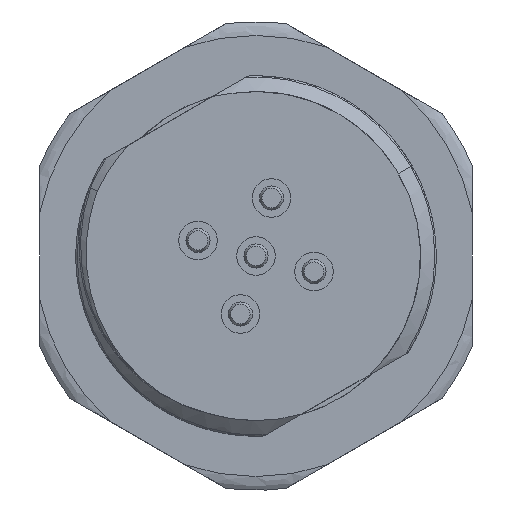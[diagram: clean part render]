
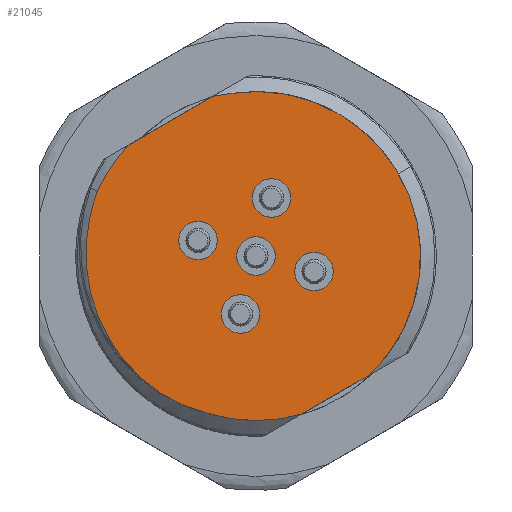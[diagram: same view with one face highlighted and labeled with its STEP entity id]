
A CAD part, front view. The second image highlights one B-rep face of the part: STEP entity #21045.
In plain terms, the highlighted planar face has unit normal (0, -1, 0).
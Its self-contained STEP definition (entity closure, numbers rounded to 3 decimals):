
#7900=CARTESIAN_POINT('',(0.,-8.,0.));
#7901=DIRECTION('',(0.,-1.,0.));
#7902=DIRECTION('',(0.693,0.,-0.721));
#7903=AXIS2_PLACEMENT_3D('',#7900,#7901,#7902);
#7905=CARTESIAN_POINT('',(-1.042,-8.,6.77));
#7940=DIRECTION('',(0.866,0.,0.5));
#7941=VECTOR('',#7940,4.069);
#7942=CARTESIAN_POINT('',(-5.322,-8.,4.606));
#7943=LINE('',#7942,#7941);
#7944=DIRECTION('',(-0.866,0.,-0.5));
#7945=VECTOR('',#7944,3.286);
#7946=CARTESIAN_POINT('',(4.748,-8.,-4.937));
#7947=LINE('',#7946,#7945);
#7948=CARTESIAN_POINT('',(2.415,-8.,-0.647));
#7949=DIRECTION('',(0.,-1.,0.));
#7950=DIRECTION('',(0.5,0.,-0.866));
#7951=AXIS2_PLACEMENT_3D('',#7948,#7949,#7950);
#7953=CARTESIAN_POINT('',(2.415,-8.,-0.647));
#7954=DIRECTION('',(0.,-1.,0.));
#7955=DIRECTION('',(-0.5,0.,0.866));
#7956=AXIS2_PLACEMENT_3D('',#7953,#7954,#7955);
#7958=CARTESIAN_POINT('',(-0.647,-8.,-2.415));
#7959=DIRECTION('',(0.,-1.,0.));
#7960=DIRECTION('',(0.5,0.,-0.866));
#7961=AXIS2_PLACEMENT_3D('',#7958,#7959,#7960);
#7963=CARTESIAN_POINT('',(-0.647,-8.,-2.415));
#7964=DIRECTION('',(0.,-1.,0.));
#7965=DIRECTION('',(-0.5,0.,0.866));
#7966=AXIS2_PLACEMENT_3D('',#7963,#7964,#7965);
#7968=CARTESIAN_POINT('',(-2.415,-8.,0.647));
#7969=DIRECTION('',(0.,-1.,0.));
#7970=DIRECTION('',(0.5,0.,-0.866));
#7971=AXIS2_PLACEMENT_3D('',#7968,#7969,#7970);
#7973=CARTESIAN_POINT('',(-2.415,-8.,0.647));
#7974=DIRECTION('',(0.,-1.,0.));
#7975=DIRECTION('',(-0.5,0.,0.866));
#7976=AXIS2_PLACEMENT_3D('',#7973,#7974,#7975);
#7978=CARTESIAN_POINT('',(0.647,-8.,2.415));
#7979=DIRECTION('',(0.,-1.,0.));
#7980=DIRECTION('',(0.5,0.,-0.866));
#7981=AXIS2_PLACEMENT_3D('',#7978,#7979,#7980);
#7983=CARTESIAN_POINT('',(0.647,-8.,2.415));
#7984=DIRECTION('',(0.,-1.,0.));
#7985=DIRECTION('',(-0.5,0.,0.866));
#7986=AXIS2_PLACEMENT_3D('',#7983,#7984,#7985);
#7988=CARTESIAN_POINT('',(0.,-8.,0.));
#7989=DIRECTION('',(0.,-1.,0.));
#7990=DIRECTION('',(0.5,0.,-0.866));
#7991=AXIS2_PLACEMENT_3D('',#7988,#7989,#7990);
#7993=CARTESIAN_POINT('',(0.,-8.,0.));
#7994=DIRECTION('',(0.,-1.,0.));
#7995=DIRECTION('',(-0.5,0.,0.866));
#7996=AXIS2_PLACEMENT_3D('',#7993,#7994,#7995);
#8009=CARTESIAN_POINT('',(-1.798,-8.,6.641));
#8010=CARTESIAN_POINT('',(-1.715,-8.,6.66));
#8011=CARTESIAN_POINT('',(-1.548,-8.,6.695));
#8012=CARTESIAN_POINT('',(-1.296,-8.,6.738));
#8013=CARTESIAN_POINT('',(-1.127,-8.,6.761));
#8014=CARTESIAN_POINT('',(-1.042,-8.,6.77));
#8149=CARTESIAN_POINT('',(0.,-8.,0.));
#8150=DIRECTION('',(0.,-1.,0.));
#8151=DIRECTION('',(-0.285,0.,-0.958));
#8152=AXIS2_PLACEMENT_3D('',#8149,#8150,#8151);
#8274=CARTESIAN_POINT('',(-6.59,-8.,2.708));
#8275=CARTESIAN_POINT('',(-6.51,-8.,2.883));
#8276=CARTESIAN_POINT('',(-6.338,-8.,3.225));
#8277=CARTESIAN_POINT('',(-6.038,-8.,3.715));
#8278=CARTESIAN_POINT('',(-5.7,-8.,4.178));
#8279=CARTESIAN_POINT('',(-5.452,-8.,4.467));
#8280=CARTESIAN_POINT('',(-5.322,-8.,4.606));
#8282=CARTESIAN_POINT('',(-4.802,-8.,-5.065));
#8283=CARTESIAN_POINT('',(-4.961,-8.,-4.919));
#8284=CARTESIAN_POINT('',(-5.266,-8.,-4.613));
#8285=CARTESIAN_POINT('',(-5.679,-8.,-4.113));
#8286=CARTESIAN_POINT('',(-6.045,-8.,-3.576));
#8287=CARTESIAN_POINT('',(-6.359,-8.,-3.006));
#8288=CARTESIAN_POINT('',(-6.621,-8.,-2.41));
#8289=CARTESIAN_POINT('',(-6.826,-8.,-1.791));
#8290=CARTESIAN_POINT('',(-6.973,-8.,-1.155));
#8291=CARTESIAN_POINT('',(-7.061,-8.,-0.507));
#8292=CARTESIAN_POINT('',(-7.089,-8.,0.147));
#8293=CARTESIAN_POINT('',(-7.056,-8.,0.801));
#8294=CARTESIAN_POINT('',(-6.963,-8.,1.45));
#8295=CARTESIAN_POINT('',(-6.811,-8.,2.089));
#8296=CARTESIAN_POINT('',(-6.67,-8.,2.504));
#8297=CARTESIAN_POINT('',(-6.59,-8.,2.708));
#8303=CARTESIAN_POINT('',(-1.954,-8.,-6.565));
#8304=CARTESIAN_POINT('',(-2.132,-8.,-6.523));
#8305=CARTESIAN_POINT('',(-2.484,-8.,-6.423));
#8306=CARTESIAN_POINT('',(-3.,-8.,-6.228));
#8307=CARTESIAN_POINT('',(-3.496,-8.,-5.991));
#8308=CARTESIAN_POINT('',(-3.969,-8.,-5.715));
#8309=CARTESIAN_POINT('',(-4.412,-8.,-5.402));
#8310=CARTESIAN_POINT('',(-4.676,-8.,-5.18));
#8311=CARTESIAN_POINT('',(-4.802,-8.,-5.065));
#9350=CARTESIAN_POINT('',(-5.322,-8.,4.606));
#9351=CARTESIAN_POINT('',(-1.798,-8.,6.641));
#9352=VERTEX_POINT('',#9350);
#9353=VERTEX_POINT('',#9351);
#9354=CARTESIAN_POINT('',(4.748,-8.,-4.937));
#9355=CARTESIAN_POINT('',(1.902,-8.,-6.581));
#9356=VERTEX_POINT('',#9354);
#9357=VERTEX_POINT('',#9355);
#9451=VERTEX_POINT('',#7905);
#9461=VERTEX_POINT('',#8274);
#9493=VERTEX_POINT('',#8282);
#9494=VERTEX_POINT('',#8303);
#10420=CARTESIAN_POINT('',(2.815,-8.,-1.34));
#10421=CARTESIAN_POINT('',(2.015,-8.,0.046));
#10422=VERTEX_POINT('',#10420);
#10423=VERTEX_POINT('',#10421);
#10516=CARTESIAN_POINT('',(-0.247,-8.,-3.108));
#10517=CARTESIAN_POINT('',(-1.047,-8.,-1.722));
#10518=VERTEX_POINT('',#10516);
#10519=VERTEX_POINT('',#10517);
#10612=CARTESIAN_POINT('',(-2.015,-8.,-0.046));
#10613=CARTESIAN_POINT('',(-2.815,-8.,1.34));
#10614=VERTEX_POINT('',#10612);
#10615=VERTEX_POINT('',#10613);
#10708=CARTESIAN_POINT('',(1.047,-8.,1.722));
#10709=CARTESIAN_POINT('',(0.247,-8.,3.108));
#10710=VERTEX_POINT('',#10708);
#10711=VERTEX_POINT('',#10709);
#10804=CARTESIAN_POINT('',(0.4,-8.,-0.693));
#10805=CARTESIAN_POINT('',(-0.4,-8.,0.693));
#10806=VERTEX_POINT('',#10804);
#10807=VERTEX_POINT('',#10805);
#20995=CARTESIAN_POINT('',(0.,-8.,0.));
#20996=DIRECTION('',(0.,-1.,0.));
#20997=DIRECTION('',(0.866,0.,0.5));
#20998=AXIS2_PLACEMENT_3D('',#20995,#20996,#20997);
#20999=PLANE('',#20998);
#21000=ORIENTED_EDGE('',*,*,#19218,.T.);
#21002=ORIENTED_EDGE('',*,*,#21001,.T.);
#21003=ORIENTED_EDGE('',*,*,#20987,.F.);
#21004=ORIENTED_EDGE('',*,*,#19639,.T.);
#21006=ORIENTED_EDGE('',*,*,#21005,.F.);
#21008=ORIENTED_EDGE('',*,*,#21007,.T.);
#21010=ORIENTED_EDGE('',*,*,#21009,.T.);
#21012=ORIENTED_EDGE('',*,*,#21011,.T.);
#21013=EDGE_LOOP('',(#21000,#21002,#21003,#21004,#21006,#21008,#21010,#21012));
#21014=FACE_OUTER_BOUND('',#21013,.F.);
#21016=ORIENTED_EDGE('',*,*,#21015,.T.);
#21018=ORIENTED_EDGE('',*,*,#21017,.T.);
#21019=EDGE_LOOP('',(#21016,#21018));
#21020=FACE_BOUND('',#21019,.F.);
#21022=ORIENTED_EDGE('',*,*,#21021,.T.);
#21024=ORIENTED_EDGE('',*,*,#21023,.T.);
#21025=EDGE_LOOP('',(#21022,#21024));
#21026=FACE_BOUND('',#21025,.F.);
#21028=ORIENTED_EDGE('',*,*,#21027,.T.);
#21030=ORIENTED_EDGE('',*,*,#21029,.T.);
#21031=EDGE_LOOP('',(#21028,#21030));
#21032=FACE_BOUND('',#21031,.F.);
#21034=ORIENTED_EDGE('',*,*,#21033,.T.);
#21036=ORIENTED_EDGE('',*,*,#21035,.T.);
#21037=EDGE_LOOP('',(#21034,#21036));
#21038=FACE_BOUND('',#21037,.F.);
#21040=ORIENTED_EDGE('',*,*,#21039,.T.);
#21042=ORIENTED_EDGE('',*,*,#21041,.T.);
#21043=EDGE_LOOP('',(#21040,#21042));
#21044=FACE_BOUND('',#21043,.F.);
#7904=CIRCLE('',#7903,6.85);
#7952=CIRCLE('',#7951,0.8);
#7957=CIRCLE('',#7956,0.8);
#7962=CIRCLE('',#7961,0.8);
#7967=CIRCLE('',#7966,0.8);
#7972=CIRCLE('',#7971,0.8);
#7977=CIRCLE('',#7976,0.8);
#7982=CIRCLE('',#7981,0.8);
#7987=CIRCLE('',#7986,0.8);
#7992=CIRCLE('',#7991,0.8);
#7997=CIRCLE('',#7996,0.8);
#8015=B_SPLINE_CURVE_WITH_KNOTS('',3,(#8009,#8010,#8011,#8012,#8013,#8014),
.UNSPECIFIED.,.F.,.F.,(4,1,1,4),(0.,0.333,0.667,1.),
.UNSPECIFIED.);
#8153=CIRCLE('',#8152,6.85);
#8281=B_SPLINE_CURVE_WITH_KNOTS('',3,(#8274,#8275,#8276,#8277,#8278,#8279,
#8280),.UNSPECIFIED.,.F.,.F.,(4,1,1,1,4),(0.,0.25,0.5,0.75,1.),
.UNSPECIFIED.);
#8298=B_SPLINE_CURVE_WITH_KNOTS('',3,(#8282,#8283,#8284,#8285,#8286,#8287,#8288,
#8289,#8290,#8291,#8292,#8293,#8294,#8295,#8296,#8297),.UNSPECIFIED.,.F.,.F.,(4,
1,1,1,1,1,1,1,1,1,1,1,1,4),(0.,0.077,0.154,
0.231,0.308,0.385,0.462,
0.538,0.615,0.692,0.769,
0.846,0.923,1.),.UNSPECIFIED.);
#8312=B_SPLINE_CURVE_WITH_KNOTS('',3,(#8303,#8304,#8305,#8306,#8307,#8308,#8309,
#8310,#8311),.UNSPECIFIED.,.F.,.F.,(4,1,1,1,1,1,4),(0.,0.167,
0.333,0.5,0.667,0.833,1.),
.UNSPECIFIED.);
#19218=EDGE_CURVE('',#9352,#9353,#7943,.T.);
#19639=EDGE_CURVE('',#9356,#9357,#7947,.T.);
#20987=EDGE_CURVE('',#9356,#9451,#7904,.T.);
#21001=EDGE_CURVE('',#9353,#9451,#8015,.T.);
#21005=EDGE_CURVE('',#9494,#9357,#8153,.T.);
#21007=EDGE_CURVE('',#9494,#9493,#8312,.T.);
#21009=EDGE_CURVE('',#9493,#9461,#8298,.T.);
#21011=EDGE_CURVE('',#9461,#9352,#8281,.T.);
#21015=EDGE_CURVE('',#10422,#10423,#7952,.T.);
#21017=EDGE_CURVE('',#10423,#10422,#7957,.T.);
#21021=EDGE_CURVE('',#10518,#10519,#7962,.T.);
#21023=EDGE_CURVE('',#10519,#10518,#7967,.T.);
#21027=EDGE_CURVE('',#10614,#10615,#7972,.T.);
#21029=EDGE_CURVE('',#10615,#10614,#7977,.T.);
#21033=EDGE_CURVE('',#10710,#10711,#7982,.T.);
#21035=EDGE_CURVE('',#10711,#10710,#7987,.T.);
#21039=EDGE_CURVE('',#10806,#10807,#7992,.T.);
#21041=EDGE_CURVE('',#10807,#10806,#7997,.T.);
#21045=ADVANCED_FACE('',(#21014,#21020,#21026,#21032,#21038,#21044),#20999,.T.);
